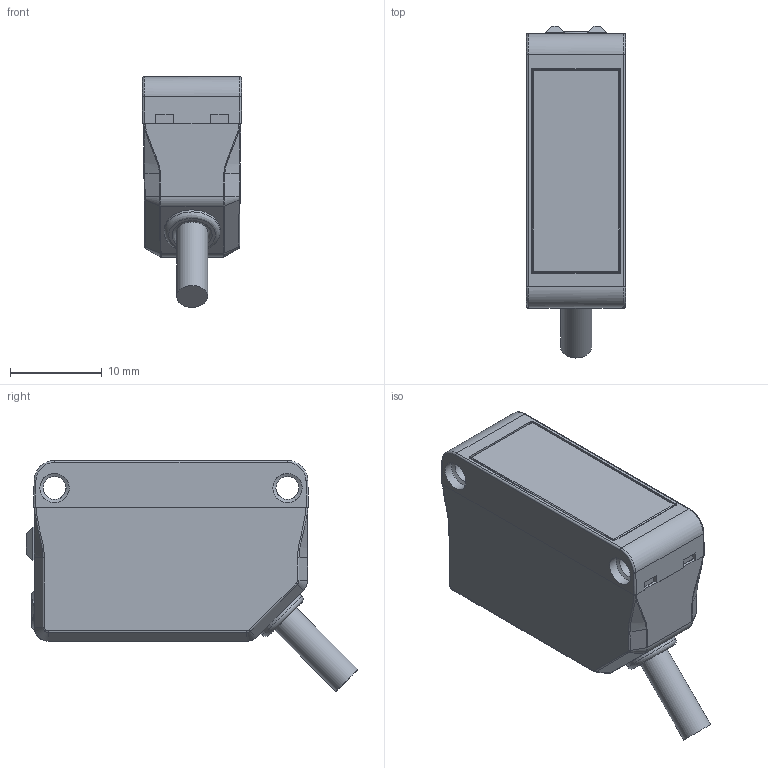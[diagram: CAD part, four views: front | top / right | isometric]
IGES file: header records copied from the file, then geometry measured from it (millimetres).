
Global section: file name: xD30CT-A2IO6463; native system: Autodesk Inventor 2025; preprocessor: unknown; author: Tove.Virkelyst; date: 20250226.102233; units: millimetre
Bounding box: 10.8 x 36.18 x 25.19 mm (x, y, z)
Volume: 5879.7 mm3; surface area: 2566.3 mm2
Topology: 1 solids, 3 shells, 213 faces, 513 edges, 310 vertices
Faces by surface type: bspline 213
